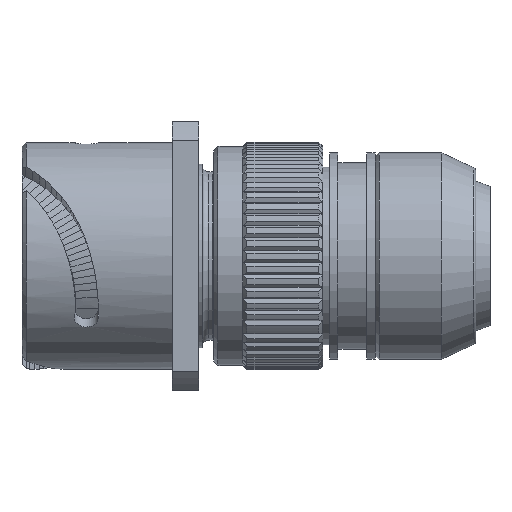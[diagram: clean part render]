
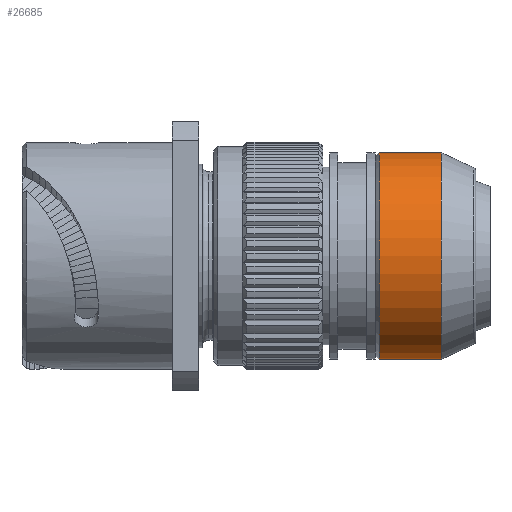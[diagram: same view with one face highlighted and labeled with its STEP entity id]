
A CAD part, top view. The second image highlights one B-rep face of the part: STEP entity #26685.
In plain terms, the highlighted cylindrical face has radius 12.5 mm (diameter 25 mm), a partial arc.
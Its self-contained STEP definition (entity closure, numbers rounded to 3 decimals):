
#6785=CARTESIAN_POINT('',(43.2,0.,0.));
#6786=DIRECTION('',(1.,0.,0.));
#6787=DIRECTION('',(0.,1.,0.));
#6788=AXIS2_PLACEMENT_3D('',#6785,#6786,#6787);
#6803=DIRECTION('',(-1.,0.,0.));
#6804=VECTOR('',#6803,7.5);
#6805=CARTESIAN_POINT('',(50.7,12.5,0.));
#6806=LINE('2450',#6805,#6804);
#6807=DIRECTION('',(-1.,0.,0.));
#6808=VECTOR('',#6807,7.5);
#6809=CARTESIAN_POINT('',(50.7,-12.5,0.));
#6810=LINE('2451',#6809,#6808);
#6816=CARTESIAN_POINT('',(50.7,0.,0.));
#6817=DIRECTION('',(1.,0.,0.));
#6818=DIRECTION('',(0.,1.,0.));
#6819=AXIS2_PLACEMENT_3D('',#6816,#6817,#6818);
#13489=CARTESIAN_POINT('',(50.7,12.5,0.));
#13490=CARTESIAN_POINT('',(43.2,12.5,0.));
#13491=VERTEX_POINT('',#13489);
#13492=VERTEX_POINT('',#13490);
#13493=CARTESIAN_POINT('',(50.7,-12.5,0.));
#13494=CARTESIAN_POINT('',(43.2,-12.5,0.));
#13495=VERTEX_POINT('',#13493);
#13496=VERTEX_POINT('',#13494);
#26673=CARTESIAN_POINT('',(42.09,0.,0.));
#26674=DIRECTION('',(1.,0.,0.));
#26675=DIRECTION('',(0.,-1.,0.));
#26676=AXIS2_PLACEMENT_3D('',#26673,#26674,#26675);
#26677=CYLINDRICAL_SURFACE('762',#26676,12.5);
#26678=ORIENTED_EDGE('2450',*,*,#26656,.F.);
#26680=ORIENTED_EDGE('2452',*,*,#26679,.T.);
#26681=ORIENTED_EDGE('2451',*,*,#26659,.T.);
#26682=ORIENTED_EDGE('2454',*,*,#26617,.F.);
#26683=EDGE_LOOP('762',(#26678,#26680,#26681,#26682));
#26684=FACE_OUTER_BOUND('762',#26683,.F.);
#6789=CIRCLE('2454',#6788,12.5);
#6820=CIRCLE('2452',#6819,12.5);
#26617=EDGE_CURVE('2454',#13492,#13496,#6789,.T.);
#26656=EDGE_CURVE('2450',#13491,#13492,#6806,.T.);
#26659=EDGE_CURVE('2451',#13495,#13496,#6810,.T.);
#26679=EDGE_CURVE('2452',#13491,#13495,#6820,.T.);
#26685=ADVANCED_FACE('762',(#26684),#26677,.T.);
